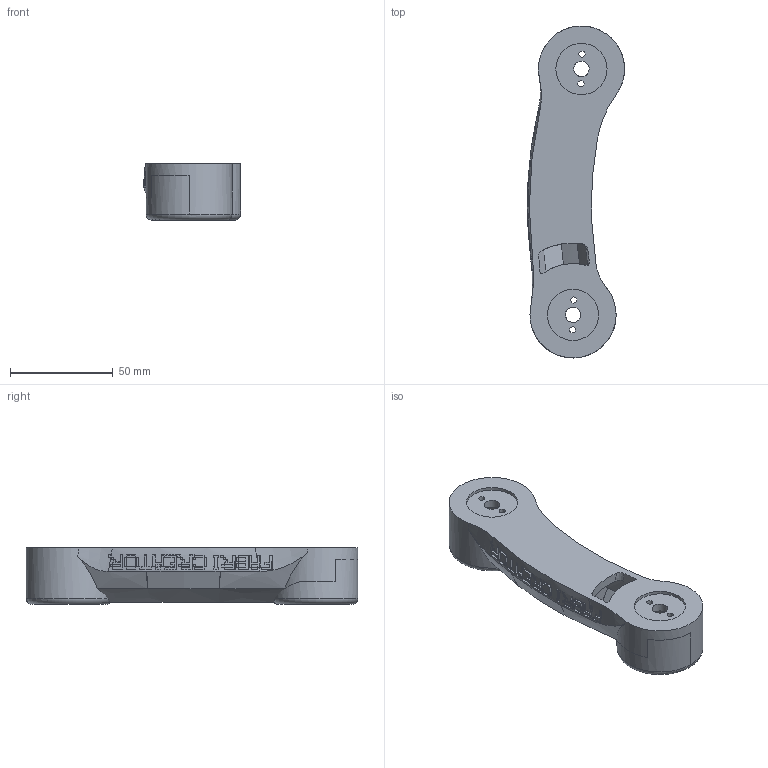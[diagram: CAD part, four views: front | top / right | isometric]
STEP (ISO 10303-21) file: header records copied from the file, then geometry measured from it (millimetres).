
FILE_DESCRIPTION(/* description */ ('','CAx-IF Rec.Pracs.---Representation and Presentation of Product Manufacturing Information (PMI)---4.0---2014-10-13'),/* implementation_level */ '2;1');
FILE_NAME(/* name */ 'Antebrazo (pieza reparada).step',/* time_stamp */ '2025-02-02T18:48:52-05:00',/* author */ (''),/* organization */ (''),/* preprocessor_version */ 'ST-DEVELOPER v20',/* originating_system */ 'Autodesk Translation Framework v13.20.0.188',/* authorisation */ '');
FILE_SCHEMA (('AP242_MANAGED_MODEL_BASED_3D_ENGINEERING_MIM_LF { 1 0 10303 442 1 1 4 }'));
Length unit declared in the file: millimetre
Products named in the file (1): Antebrazo (4)
Bounding box: 47.34 x 161.92 x 27.52 mm (x, y, z)
Volume: 84242 mm3; surface area: 28868.7 mm2
Topology: 1 solids, 1 shells, 344 faces, 919 edges, 562 vertices
Faces by surface type: plane 267, bspline 47, cylinder 26, torus 2, cone 2
Full cylindrical faces by diameter (mm): 3 x4, 7.5 x2, 25 x2, 32 x2
Entity records: 14012 total; most frequent: CARTESIAN_POINT 5738, ORIENTED_EDGE 1838, DIRECTION 1517, EDGE_CURVE 919, LINE 597, VECTOR 597, VERTEX_POINT 562, AXIS2_PLACEMENT_3D 460
